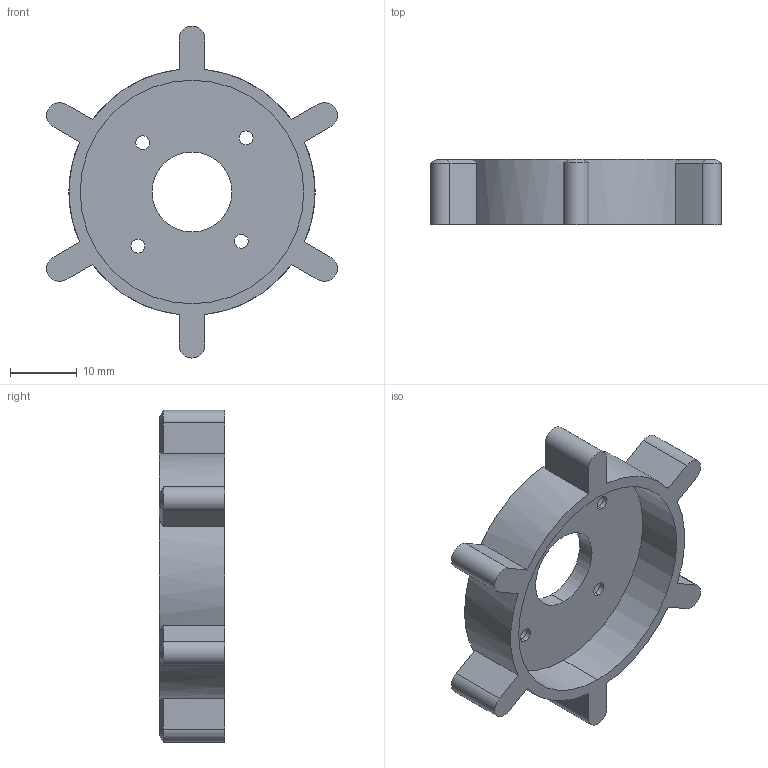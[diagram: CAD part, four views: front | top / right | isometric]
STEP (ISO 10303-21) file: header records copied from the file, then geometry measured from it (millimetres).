
FILE_DESCRIPTION (( 'STEP AP203' ), '1' );
FILE_NAME ('兼容CNC转子套.STEP', '2024-01-25T17:04:56', ( '' ), ( '' ), 'SwSTEP 2.0', 'SolidWorks 2023', '' );
FILE_SCHEMA (( 'CONFIG_CONTROL_DESIGN' ));
Length unit declared in the file: millimetre
Products named in the file (1): 兼容CNC转子套
Bounding box: 43.74 x 9.8 x 49.9 mm (x, y, z)
Volume: 5123.7 mm3; surface area: 4904.3 mm2
Topology: 1 solids, 1 shells, 79 faces, 197 edges, 121 vertices
Faces by surface type: cylinder 35, plane 27, cone 17
Entity records: 2439 total; most frequent: CARTESIAN_POINT 434, DIRECTION 424, ORIENTED_EDGE 394, EDGE_CURVE 197, AXIS2_PLACEMENT_3D 159, VERTEX_POINT 121, VECTOR 106, LINE 106
